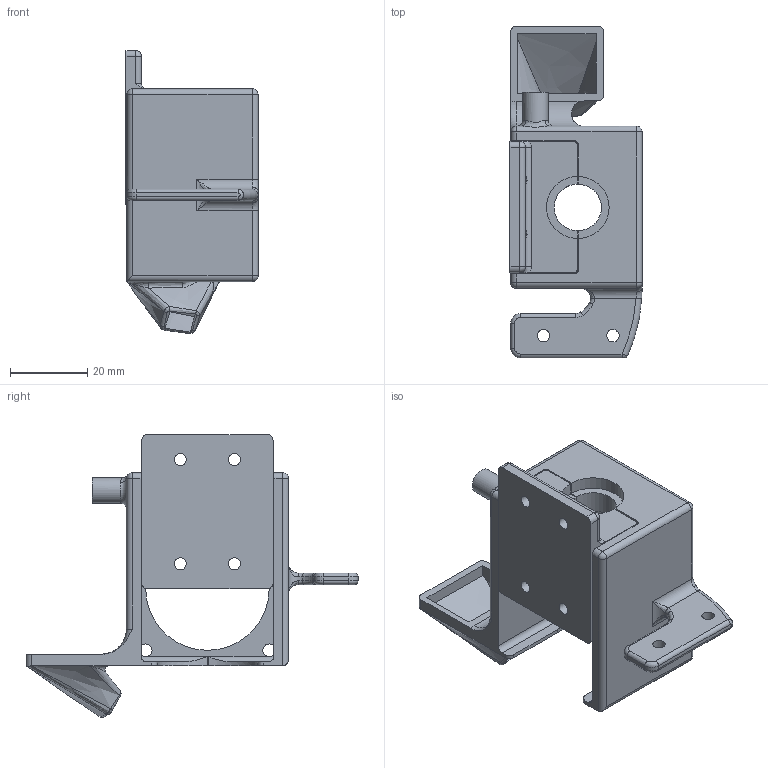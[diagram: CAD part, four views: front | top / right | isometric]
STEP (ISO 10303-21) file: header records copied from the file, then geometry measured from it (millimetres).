
FILE_DESCRIPTION(/* description */ (''),/* implementation_level */ '2;1');
FILE_NAME(/* name */ 'Extruder Mount v2.step',/* time_stamp */ '2023-02-04T10:22:14+01:00',/* author */ (''),/* organization */ (''),/* preprocessor_version */ 'ST-DEVELOPER v19.2',/* originating_system */ 'Autodesk Translation Framework v11.17.0.187',/* authorisation */ '');
FILE_SCHEMA (('AUTOMOTIVE_DESIGN { 1 0 10303 214 3 1 1 }'));
Length unit declared in the file: millimetre
Products named in the file (3): Extruder Mount v2; back mount; front mount
Assembly tree (2 placements, depth 2):
  Extruder Mount v2
    back mount
    front mount
Bounding box: 34.22 x 86 x 73.31 mm (x, y, z)
Volume: 36110.5 mm3; surface area: 20537 mm2
Topology: 2 solids, 2 shells, 265 faces, 685 edges, 426 vertices
Faces by surface type: plane 105, cylinder 94, bspline 35, torus 21, sphere 10
Full cylindrical faces by diameter (mm): 3.1 x4, 3.2 x8, 3.3 x4, 3.5 x1, 6.6 x1, 7 x2
Entity records: 9540 total; most frequent: CARTESIAN_POINT 3063, ORIENTED_EDGE 1366, DIRECTION 1285, EDGE_CURVE 683, AXIS2_PLACEMENT_3D 471, VERTEX_POINT 426, LINE 343, VECTOR 343
